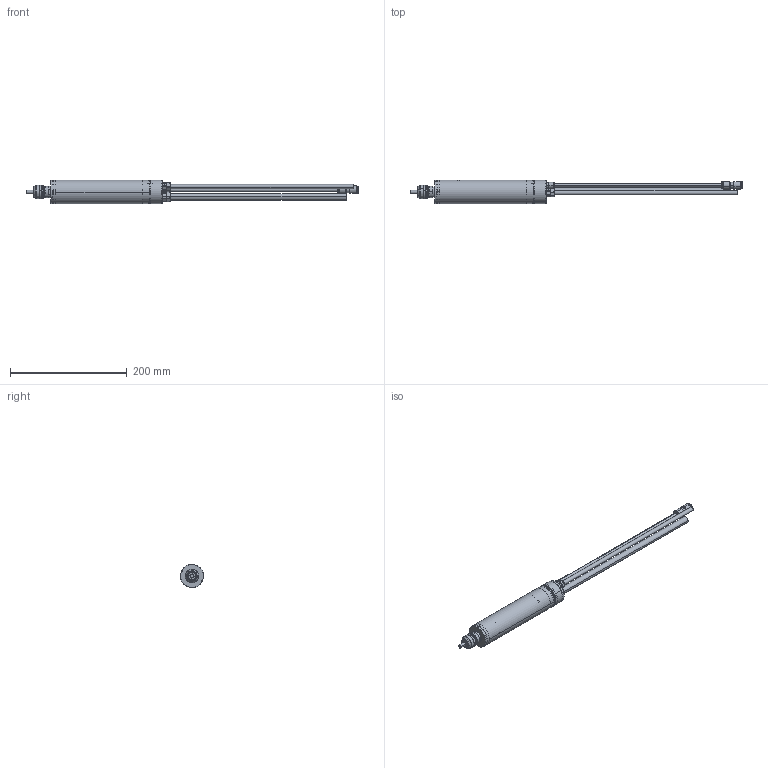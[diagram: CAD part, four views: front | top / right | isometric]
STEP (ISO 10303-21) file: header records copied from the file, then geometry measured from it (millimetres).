
FILE_DESCRIPTION (( 'STEP AP214' ), '1' );
FILE_NAME ('E328001step.STEP', '2013-07-04T23:23:46', ( ' ' ), ( ' ' ), 'SwSTEP 2.0', 'SolidWorks 2011', '' );
FILE_SCHEMA (( 'AUTOMOTIVE_DESIGN' ));
Length unit declared in the file: millimetre
Products named in the file (46): ER16; E328--126-001-(杊恛妒薨); D0800600600; D0911406003---(ﾎｰｽ); Z070107000; E328--128---(ﾁｬｯｸﾅｯﾄ); R02211-3020; D0800420650; E328--057---(僐乕僪assy); E328--065---(喊霓慻傒晅偗3乯; 請蟑匏溏(Z)10-0.25; ORF-0.2SQX4P(SB)(2517); E328--055---(喊霓慻傒晅偗乯; 請蟑匏溏(Z)15-0.3; DP300V5#14; E328--168---(剌皋燃轈); 0311-120100(組み込み); 0311-090100(組み込み); 0311-353100(慻傒崬傒2); 0311-354080; E328--239---(ﾜｯｼｬｰ); E328--232---(組み込みﾌﾞｯｼｭ); E328--230---(ﾅｯﾄ); E328--231---(ﾆｯﾌﾟﾙ); E328--237---(ﾜｯｼｬｰ2); E328--236---(組み込みﾌﾞｯｼｭ2); E328--235---(ﾅｯﾄ2); E328--234---(ﾆｯﾌﾟﾙ2); E328--233---(ｷｬｯﾌﾟ); E328--212---(ｿｹｯﾄｼｪﾙ); E328--011---003(影缿g棫乯; E328--026---002(ロータ完成品）; E328--027-001-1-(ロータ組立）; E328--225---(牉瘏紕催獉); E328--162---(匯蚪); E328--163---(匯蚊); E328--148---(ｾﾝｻﾏｸﾞﾈｯﾄ加工品）; E328--166---(匯蚤); E328--248---(牉瘏紕)_Default; E328--161-001-(軸) ...
Assembly tree (49 placements, depth 5):
  E328001step
    R02211-3020  x4
    Z070107000
    E328--126-001-(杊恛妒薨)
    D0911406003---(ﾎｰｽ)
    ER16
    D0800420650
    D0800600600
    E328--128---(ﾁｬｯｸﾅｯﾄ)
    E328--011---003(影缿g棫乯
      E328--026---002(ロータ完成品）
        E328--027-001-1-(ロータ組立）
          E328--225---(牉瘏紕催獉)
          E328--162---(匯蚪)
          E328--148---(ｾﾝｻﾏｸﾞﾈｯﾄ加工品）
          E328--165-001-(匯蚓)
          E328--161-001-(軸)
          E328--163---(匯蚊)
          E328--166---(匯蚤)
          E328--248---(牉瘏紕)_Default
          E328--248---(牉瘏紕)_Default
      E328--021---(ケース完成品）
        E328--159---(ｹｰｽ)
        0414-150035
    E328--057---(僐乕僪assy)
      E328--065---(喊霓慻傒晅偗3乯
        ORF-0.2SQX4P(SB)(2517)
        請蟑匏溏(Z)10-0.25
      E328--055---(喊霓慻傒晅偗乯
        請蟑匏溏(Z)15-0.3
        DP300V5#14
      E328--168---(剌皋燃轈)
      E328--212---(ｿｹｯﾄｼｪﾙ)
      0311-354080  x2
      0311-120100(組み込み)
      0311-090100(組み込み)
      E328--231---(ﾆｯﾌﾟﾙ)
      E328--234---(ﾆｯﾌﾟﾙ2)
      0311-353100(慻傒崬傒2)
      E328--230---(ﾅｯﾄ)
      E328--237---(ﾜｯｼｬｰ2)
      E328--233---(ｷｬｯﾌﾟ)
      E328--239---(ﾜｯｼｬｰ)
      E328--232---(組み込みﾌﾞｯｼｭ)
      E328--236---(組み込みﾌﾞｯｼｭ2)
      E328--235---(ﾅｯﾄ2)
Bounding box: 568.37 x 40 x 40 mm (x, y, z)
Volume: 154673.9 mm3; surface area: 135015.4 mm2
Topology: 42 solids, 42 shells, 1300 faces, 3030 edges, 1892 vertices
Faces by surface type: cylinder 498, plane 421, cone 301, torus 56, sphere 24
Entity records: 40274 total; most frequent: CARTESIAN_POINT 7120, DIRECTION 6697, ORIENTED_EDGE 5676, EDGE_CURVE 2838, AXIS2_PLACEMENT_3D 2801, VERTEX_POINT 1786, CIRCLE 1515, EDGE_LOOP 1412
